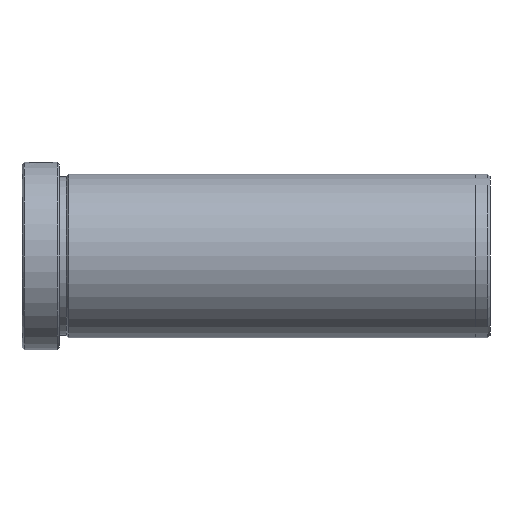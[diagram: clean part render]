
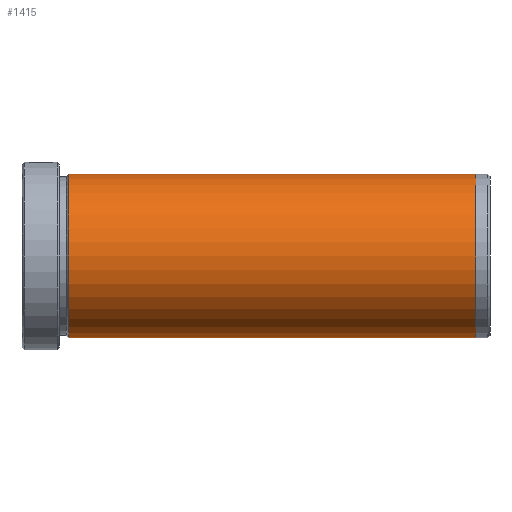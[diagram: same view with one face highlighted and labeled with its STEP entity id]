
A CAD part, left-side view. The second image highlights one B-rep face of the part: STEP entity #1415.
In plain terms, the highlighted cylindrical face has radius 17.5 mm (diameter 35 mm), a partial arc.
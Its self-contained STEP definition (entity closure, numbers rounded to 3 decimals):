
#71 = DIRECTION ( 'NONE',  ( 0., 1., 0. ) ) ;
#100 = CARTESIAN_POINT ( 'NONE',  ( 0., 0., 17.5 ) ) ;
#115 = FACE_OUTER_BOUND ( 'NONE', #751, .T. ) ;
#129 = DIRECTION ( 'NONE',  ( 0., -1., 0. ) ) ;
#183 = CARTESIAN_POINT ( 'NONE',  ( 0., -10., 17.5 ) ) ;
#191 = CARTESIAN_POINT ( 'NONE',  ( 0., -10., -17.5 ) ) ;
#281 = EDGE_CURVE ( 'NONE', #1269, #556, #828, .T. ) ;
#385 = DIRECTION ( 'NONE',  ( 0., 1., 0. ) ) ;
#473 = CARTESIAN_POINT ( 'NONE',  ( 0., -97., 0. ) ) ;
#493 = CIRCLE ( 'NONE', #1655, 17.5 ) ;
#525 = VERTEX_POINT ( 'NONE', #183 ) ;
#556 = VERTEX_POINT ( 'NONE', #191 ) ;
#567 = AXIS2_PLACEMENT_3D ( 'NONE', #1428, #591, #1283 ) ;
#591 = DIRECTION ( 'NONE',  ( 0., 1., 0. ) ) ;
#653 = EDGE_CURVE ( 'NONE', #556, #525, #1707, .T. ) ;
#658 = AXIS2_PLACEMENT_3D ( 'NONE', #911, #71, #1059 ) ;
#660 = ORIENTED_EDGE ( 'NONE', *, *, #861, .T. ) ;
#689 = CARTESIAN_POINT ( 'NONE',  ( 0., -97., -17.5 ) ) ;
#706 = CARTESIAN_POINT ( 'NONE',  ( 0., 0., -17.5 ) ) ;
#751 = EDGE_LOOP ( 'NONE', ( #1072, #1821, #660, #1328 ) ) ;
#755 = VECTOR ( 'NONE', #1640, 1000. ) ;
#828 = LINE ( 'NONE', #706, #1562 ) ;
#861 = EDGE_CURVE ( 'NONE', #1142, #525, #1808, .T. ) ;
#911 = CARTESIAN_POINT ( 'NONE',  ( 0., -10., 0. ) ) ;
#1059 = DIRECTION ( 'NONE',  ( 0., 0., 1. ) ) ;
#1072 = ORIENTED_EDGE ( 'NONE', *, *, #281, .F. ) ;
#1123 = DIRECTION ( 'NONE',  ( 0., 0., -1. ) ) ;
#1142 = VERTEX_POINT ( 'NONE', #1601 ) ;
#1269 = VERTEX_POINT ( 'NONE', #689 ) ;
#1283 = DIRECTION ( 'NONE',  ( 0., 0., 1. ) ) ;
#1328 = ORIENTED_EDGE ( 'NONE', *, *, #653, .F. ) ;
#1415 = ADVANCED_FACE ( 'NONE', ( #115 ), #1441, .T. ) ;
#1428 = CARTESIAN_POINT ( 'NONE',  ( 0., 0., 0. ) ) ;
#1441 = CYLINDRICAL_SURFACE ( 'NONE', #567, 17.5 ) ;
#1562 = VECTOR ( 'NONE', #385, 1000. ) ;
#1601 = CARTESIAN_POINT ( 'NONE',  ( 0., -97., 17.5 ) ) ;
#1640 = DIRECTION ( 'NONE',  ( 0., 1., 0. ) ) ;
#1655 = AXIS2_PLACEMENT_3D ( 'NONE', #473, #129, #1123 ) ;
#1707 = CIRCLE ( 'NONE', #658, 17.5 ) ;
#1802 = EDGE_CURVE ( 'NONE', #1142, #1269, #493, .T. ) ;
#1808 = LINE ( 'NONE', #100, #755 ) ;
#1821 = ORIENTED_EDGE ( 'NONE', *, *, #1802, .F. ) ;
